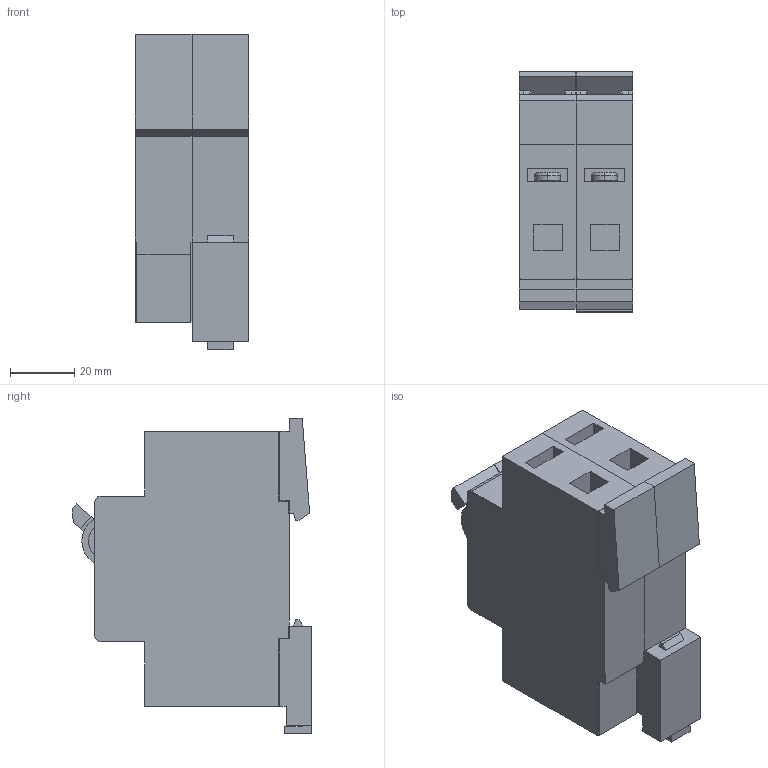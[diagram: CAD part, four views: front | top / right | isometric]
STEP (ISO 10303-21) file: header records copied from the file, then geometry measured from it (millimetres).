
FILE_DESCRIPTION (( 'STEP AP214' ), '1' );
FILE_NAME ('ALTECH R Series (2 Pole).STEP', '2010-03-24T10:21:45', ( 'Ayaz' ), ( '' ), 'SwSTEP 2.0', 'SolidWorks 2009', '' );
FILE_SCHEMA (( 'AUTOMOTIVE_DESIGN' ));
Length unit declared in the file: millimetre
Products named in the file (3): ALTEC 489_Altech UL; ALTEC 489_Printed UL + Clamp; ALTECH R Series (2 Pole)
Assembly tree (2 placements, depth 2):
  ALTECH R Series (2 Pole)
    ALTEC 489_Altech UL
    ALTEC 489_Printed UL + Clamp
Bounding box: 35.43 x 74.54 x 98.1 mm (x, y, z)
Volume: 163357.2 mm3; surface area: 38590.2 mm2
Topology: 5 solids, 5 shells, 512 faces, 1428 edges, 932 vertices
Faces by surface type: plane 376, bspline 70, cylinder 58, torus 8
Entity records: 25947 total; most frequent: CARTESIAN_POINT 7859, ORIENTED_EDGE 2856, DIRECTION 2346, EDGE_CURVE 1428, LINE 1124, VECTOR 1124, VERTEX_POINT 932, AXIS2_PLACEMENT_3D 611
